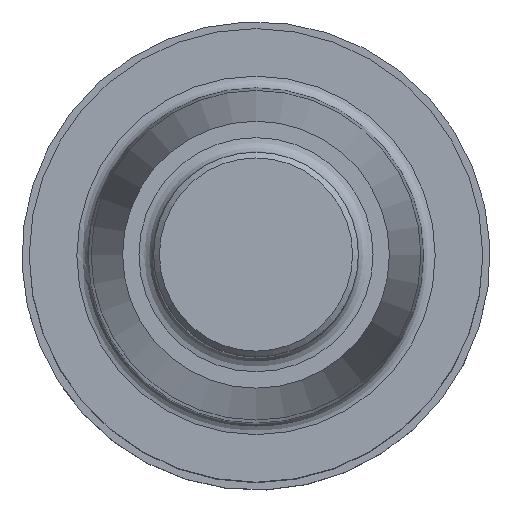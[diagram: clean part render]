
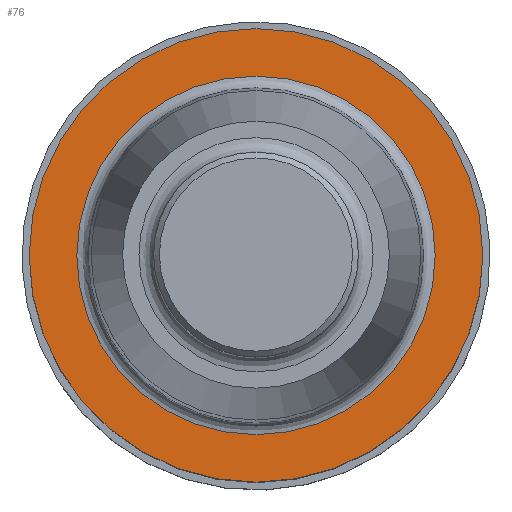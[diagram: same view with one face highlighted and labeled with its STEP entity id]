
A CAD part, top view. The second image highlights one B-rep face of the part: STEP entity #76.
In plain terms, the highlighted free-form (B-spline) face has degree [1, 1] with [2, 2] control points.
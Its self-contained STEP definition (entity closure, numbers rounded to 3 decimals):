
#42 = VERTEX_POINT('', #43);
#43 = CARTESIAN_POINT('', (-7.75, 0., 0.));
#49 = EDGE_CURVE('', #42, #42, #50, .T.);
#50 = CIRCLE('', #51, 7.75);
#51 = AXIS2_PLACEMENT_3D('', #52, #53, #54);
#52 = CARTESIAN_POINT('', (0., 0., 0.));
#53 = DIRECTION('', (0., 0., -1.));
#54 = DIRECTION('', (-1., 0., 0.));
#76 = ADVANCED_FACE('', (#77, #80), #91, .T.);
#77 = FACE_OUTER_BOUND('', #78, .T.);
#78 = EDGE_LOOP('', (#79));
#79 = ORIENTED_EDGE('', *, *, #49, .F.);
#80 = FACE_BOUND('', #81, .T.);
#81 = EDGE_LOOP('', (#82));
#82 = ORIENTED_EDGE('', *, *, #83, .T.);
#83 = EDGE_CURVE('', #84, #84, #86, .T.);
#84 = VERTEX_POINT('', #85);
#85 = CARTESIAN_POINT('', (-6.124, 0., 0.));
#86 = CIRCLE('', #87, 6.124);
#87 = AXIS2_PLACEMENT_3D('', #88, #89, #90);
#88 = CARTESIAN_POINT('', (0., 0., 0.));
#89 = DIRECTION('', (0., 0., -1.));
#90 = DIRECTION('', (-1., 0., 0.));
#91 = B_SPLINE_SURFACE_WITH_KNOTS('', 1, 1, ((#92, #93), (#94, #95)), .UNSPECIFIED., .F., .F., .U., (2, 2), (2, 2), (-7.751, 7.751), (-15.501, 0.001), .UNSPECIFIED.);
#92 = CARTESIAN_POINT('', (-7.751, -7.751, 0.));
#93 = CARTESIAN_POINT('', (-7.751, 7.751, 0.));
#94 = CARTESIAN_POINT('', (7.751, -7.751, 0.));
#95 = CARTESIAN_POINT('', (7.751, 7.751, 0.));
